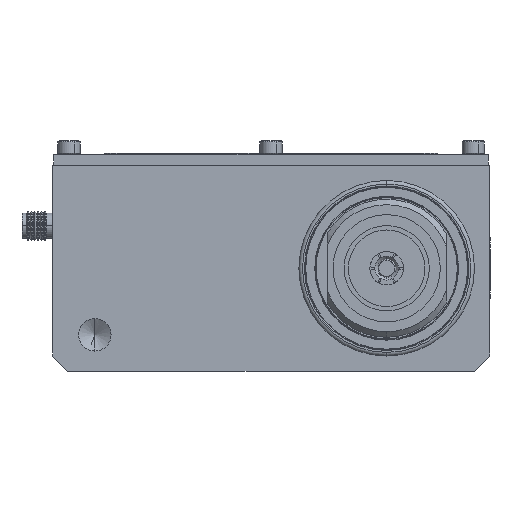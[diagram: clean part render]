
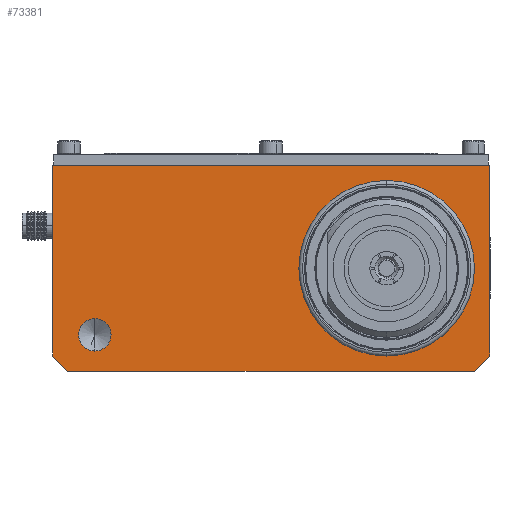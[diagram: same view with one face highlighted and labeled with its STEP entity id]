
A CAD part, left-side view. The second image highlights one B-rep face of the part: STEP entity #73381.
In plain terms, the highlighted planar face has unit normal (-1, 0, 0).
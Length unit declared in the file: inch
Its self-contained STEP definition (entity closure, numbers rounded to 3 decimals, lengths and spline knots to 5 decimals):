
#1246 = VERTEX_POINT ( 'NONE', #52316 ) ;
#2844 = VERTEX_POINT ( 'NONE', #27771 ) ;
#3891 = CARTESIAN_POINT ( 'NONE',  ( 0., 0., 0.125 ) ) ;
#5401 = DIRECTION ( 'NONE',  ( 0., -0.707, 0.707 ) ) ;
#7291 = VECTOR ( 'NONE', #69220, 39.37008 ) ;
#10729 = ORIENTED_EDGE ( 'NONE', *, *, #14956, .T. ) ;
#11470 = DIRECTION ( 'NONE',  ( 0., 1., 0. ) ) ;
#14956 = EDGE_CURVE ( 'NONE', #81683, #139069, #60908, .T. ) ;
#15535 = LINE ( 'NONE', #134951, #97579 ) ;
#16433 = FACE_OUTER_BOUND ( 'NONE', #84995, .T. ) ;
#21339 = EDGE_CURVE ( 'NONE', #100994, #1246, #76082, .T. ) ;
#22906 = CARTESIAN_POINT ( 'NONE',  ( 0., 0., 1.7 ) ) ;
#23430 = DIRECTION ( 'NONE',  ( -1., 0., 0. ) ) ;
#23881 = VERTEX_POINT ( 'NONE', #22906 ) ;
#24978 = CARTESIAN_POINT ( 'NONE',  ( 0., 0.85, 0.85 ) ) ;
#27771 = CARTESIAN_POINT ( 'NONE',  ( 0., 3.26, 0.43386 ) ) ;
#29082 = DIRECTION ( 'NONE',  ( 0., 0., 1. ) ) ;
#30550 = VECTOR ( 'NONE', #5401, 39.37008 ) ;
#30607 = ORIENTED_EDGE ( 'NONE', *, *, #134192, .T. ) ;
#32378 = DIRECTION ( 'NONE',  ( 0., 0., -1. ) ) ;
#33043 = AXIS2_PLACEMENT_3D ( 'NONE', #34072, #23430, #110208 ) ;
#34072 = CARTESIAN_POINT ( 'NONE',  ( 0., 3.26, 0.3 ) ) ;
#35368 = DIRECTION ( 'NONE',  ( 0., 1., 0. ) ) ;
#35661 = FACE_BOUND ( 'NONE', #43522, .T. ) ;
#37180 = CARTESIAN_POINT ( 'NONE',  ( 0., 3.61, 1.7 ) ) ;
#42531 = CIRCLE ( 'NONE', #65189, 0.13386 ) ;
#43522 = EDGE_LOOP ( 'NONE', ( #61729, #30607 ) ) ;
#46146 = EDGE_CURVE ( 'NONE', #123123, #2844, #42531, .T. ) ;
#47066 = PLANE ( 'NONE',  #126908 ) ;
#48185 = DIRECTION ( 'NONE',  ( 1., 0., 0. ) ) ;
#48552 = EDGE_CURVE ( 'NONE', #23881, #139069, #15535, .T. ) ;
#48933 = CARTESIAN_POINT ( 'NONE',  ( 0., 3.26, 0.16614 ) ) ;
#50744 = VERTEX_POINT ( 'NONE', #127197 ) ;
#51315 = EDGE_CURVE ( 'NONE', #81335, #81683, #79316, .T. ) ;
#52316 = CARTESIAN_POINT ( 'NONE',  ( 0., 0.85, 0.33519 ) ) ;
#54864 = VECTOR ( 'NONE', #76472, 39.37008 ) ;
#55147 = ORIENTED_EDGE ( 'NONE', *, *, #118155, .F. ) ;
#59857 = DIRECTION ( 'NONE',  ( 1., 0., 0. ) ) ;
#60681 = LINE ( 'NONE', #37180, #7291 ) ;
#60908 = LINE ( 'NONE', #91461, #30550 ) ;
#61729 = ORIENTED_EDGE ( 'NONE', *, *, #21339, .T. ) ;
#65081 = CARTESIAN_POINT ( 'NONE',  ( 0., 3.61, 1.7 ) ) ;
#65189 = AXIS2_PLACEMENT_3D ( 'NONE', #81045, #102409, #29082 ) ;
#69220 = DIRECTION ( 'NONE',  ( 0., -1., 0. ) ) ;
#69466 = ORIENTED_EDGE ( 'NONE', *, *, #79319, .F. ) ;
#69581 = VECTOR ( 'NONE', #32378, 39.37008 ) ;
#70329 = DIRECTION ( 'NONE',  ( 0., 0., -1. ) ) ;
#70652 = ORIENTED_EDGE ( 'NONE', *, *, #99509, .T. ) ;
#71776 = VERTEX_POINT ( 'NONE', #135672 ) ;
#73381 = ADVANCED_FACE ( 'NONE', ( #35661, #16433, #80470 ), #47066, .F. ) ;
#73779 = CIRCLE ( 'NONE', #107857, 0.51481 ) ;
#75905 = ORIENTED_EDGE ( 'NONE', *, *, #51315, .T. ) ;
#76082 = CIRCLE ( 'NONE', #137231, 0.51481 ) ;
#76472 = DIRECTION ( 'NONE',  ( 0., -0.707, -0.707 ) ) ;
#79316 = LINE ( 'NONE', #80740, #111658 ) ;
#79319 = EDGE_CURVE ( 'NONE', #2844, #123123, #85311, .T. ) ;
#79753 = CARTESIAN_POINT ( 'NONE',  ( 0., 3.61, 1.7 ) ) ;
#80470 = FACE_BOUND ( 'NONE', #98531, .T. ) ;
#80620 = ORIENTED_EDGE ( 'NONE', *, *, #46146, .F. ) ;
#80740 = CARTESIAN_POINT ( 'NONE',  ( 0., 3.61, 0. ) ) ;
#81045 = CARTESIAN_POINT ( 'NONE',  ( 0., 3.26, 0.3 ) ) ;
#81335 = VERTEX_POINT ( 'NONE', #135200 ) ;
#81683 = VERTEX_POINT ( 'NONE', #102435 ) ;
#84995 = EDGE_LOOP ( 'NONE', ( #116990, #70652, #75905, #10729, #135095, #55147 ) ) ;
#85311 = CIRCLE ( 'NONE', #33043, 0.13386 ) ;
#86441 = CARTESIAN_POINT ( 'NONE',  ( 0., 3.61, 0.125 ) ) ;
#90446 = DIRECTION ( 'NONE',  ( 0., 1., 0. ) ) ;
#90855 = CARTESIAN_POINT ( 'NONE',  ( 0., 0.85, 0.85 ) ) ;
#91461 = CARTESIAN_POINT ( 'NONE',  ( 0., 0., 0.125 ) ) ;
#94322 = EDGE_CURVE ( 'NONE', #50744, #71776, #97799, .T. ) ;
#97579 = VECTOR ( 'NONE', #70329, 39.37008 ) ;
#97799 = LINE ( 'NONE', #65081, #69581 ) ;
#97828 = LINE ( 'NONE', #86441, #54864 ) ;
#98531 = EDGE_LOOP ( 'NONE', ( #69466, #80620 ) ) ;
#99509 = EDGE_CURVE ( 'NONE', #71776, #81335, #97828, .T. ) ;
#100994 = VERTEX_POINT ( 'NONE', #110309 ) ;
#102409 = DIRECTION ( 'NONE',  ( -1., 0., 0. ) ) ;
#102435 = CARTESIAN_POINT ( 'NONE',  ( 0., 0.125, 0. ) ) ;
#107857 = AXIS2_PLACEMENT_3D ( 'NONE', #90855, #48185, #35368 ) ;
#110208 = DIRECTION ( 'NONE',  ( 0., 0., 1. ) ) ;
#110309 = CARTESIAN_POINT ( 'NONE',  ( 0., 0.85, 1.36481 ) ) ;
#111658 = VECTOR ( 'NONE', #133306, 39.37008 ) ;
#116990 = ORIENTED_EDGE ( 'NONE', *, *, #94322, .T. ) ;
#118155 = EDGE_CURVE ( 'NONE', #50744, #23881, #60681, .T. ) ;
#123123 = VERTEX_POINT ( 'NONE', #48933 ) ;
#126908 = AXIS2_PLACEMENT_3D ( 'NONE', #79753, #59857, #90446 ) ;
#127197 = CARTESIAN_POINT ( 'NONE',  ( 0., 3.61, 1.7 ) ) ;
#130877 = DIRECTION ( 'NONE',  ( 1., 0., 0. ) ) ;
#133306 = DIRECTION ( 'NONE',  ( 0., -1., 0. ) ) ;
#134192 = EDGE_CURVE ( 'NONE', #1246, #100994, #73779, .T. ) ;
#134951 = CARTESIAN_POINT ( 'NONE',  ( 0., 0., 1.7 ) ) ;
#135095 = ORIENTED_EDGE ( 'NONE', *, *, #48552, .F. ) ;
#135200 = CARTESIAN_POINT ( 'NONE',  ( 0., 3.485, 0. ) ) ;
#135672 = CARTESIAN_POINT ( 'NONE',  ( 0., 3.61, 0.125 ) ) ;
#137231 = AXIS2_PLACEMENT_3D ( 'NONE', #24978, #130877, #11470 ) ;
#139069 = VERTEX_POINT ( 'NONE', #3891 ) ;
